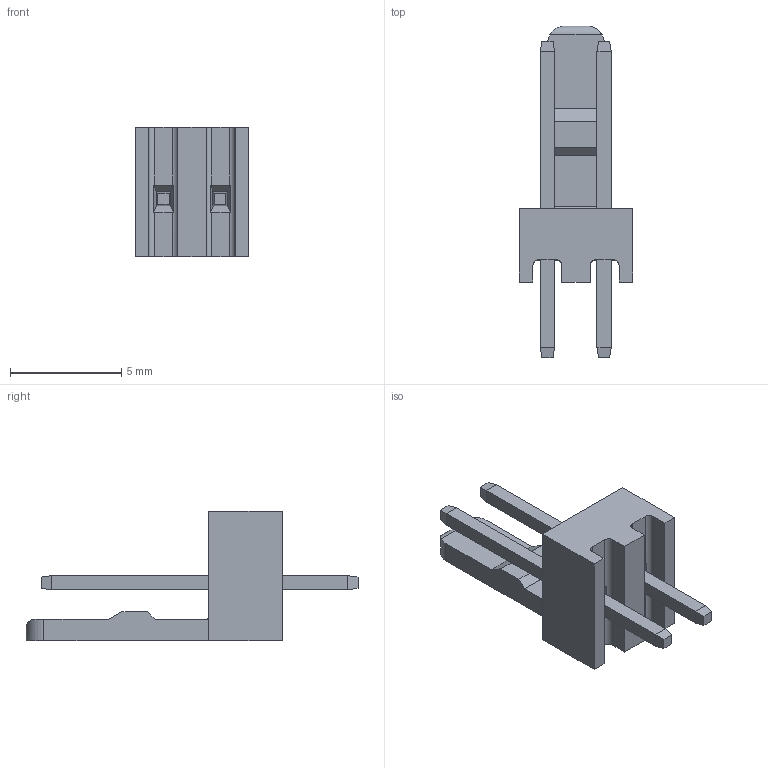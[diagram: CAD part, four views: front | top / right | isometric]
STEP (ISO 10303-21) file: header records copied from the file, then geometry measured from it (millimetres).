
FILE_DESCRIPTION (( 'STEP AP203' ), '1' );
FILE_NAME ('CI3102P1V00.STEP', '2018-07-17T05:44:08', ( '' ), ( '' ), 'SwSTEP 2.0', 'SolidWorks 2017', '' );
FILE_SCHEMA (( 'CONFIG_CONTROL_DESIGN' ));
Length unit declared in the file: millimetre
Products named in the file (3): CI31 2P; PIN V; CI3102P1V00
Assembly tree (3 placements, depth 2):
  CI3102P1V00
    CI31 2P
    PIN V  x2
Bounding box: 5.1 x 14.9 x 5.8 mm (x, y, z)
Volume: 113.2 mm3; surface area: 287.5 mm2
Topology: 3 solids, 3 shells, 84 faces, 216 edges, 136 vertices
Faces by surface type: plane 68, cylinder 8, cone 8
Entity records: 2511 total; most frequent: CARTESIAN_POINT 424, ORIENTED_EDGE 376, DIRECTION 352, EDGE_CURVE 188, VECTOR 156, LINE 156, VERTEX_POINT 120, AXIS2_PLACEMENT_3D 98
